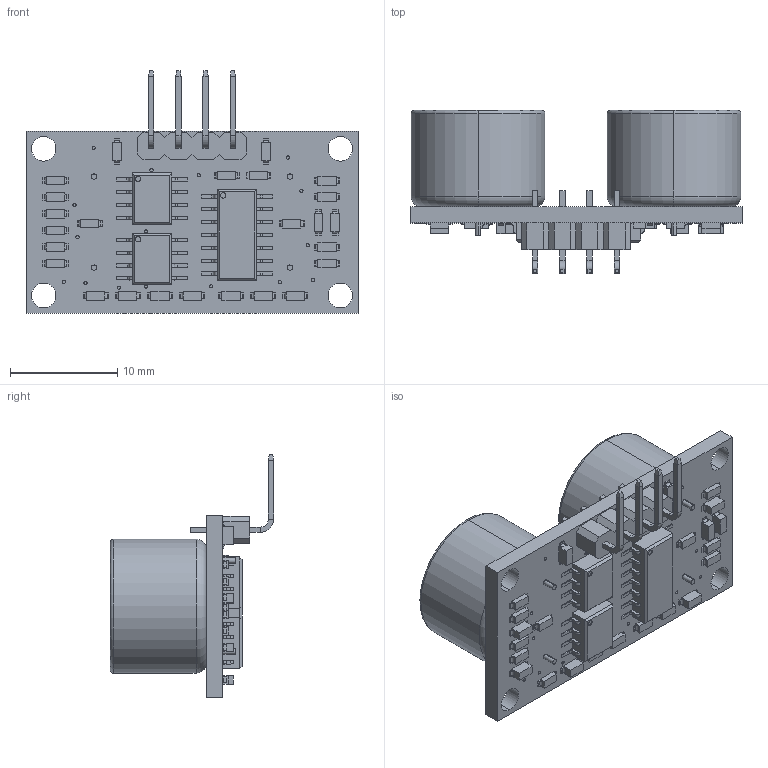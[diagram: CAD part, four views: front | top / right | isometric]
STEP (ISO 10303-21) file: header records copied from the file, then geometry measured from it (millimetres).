
FILE_DESCRIPTION (( 'STEP AP214' ), '1' );
FILE_NAME ('rcw-0001.STEP', '2019-12-26T08:15:42', ( '' ), ( '' ), 'SwSTEP 2.0', 'SolidWorks 2018', '' );
FILE_SCHEMA (( 'AUTOMOTIVE_DESIGN' ));
Length unit declared in the file: millimetre
Products named in the file (1): rcw-0001
Bounding box: 31 x 15.25 x 22.63 mm (x, y, z)
Volume: 2774.5 mm3; surface area: 2856.8 mm2
Topology: 1 solids, 3 shells, 897 faces, 2377 edges, 1562 vertices
Faces by surface type: plane 682, cylinder 199, torus 8, bspline 8
Entity records: 37516 total; most frequent: CARTESIAN_POINT 5053, ORIENTED_EDGE 4754, DIRECTION 4531, EDGE_CURVE 2377, VECTOR 1939, LINE 1939, VERTEX_POINT 1562, AXIS2_PLACEMENT_3D 1296
